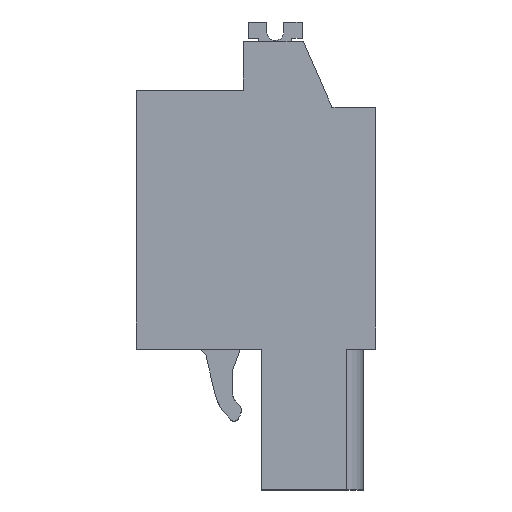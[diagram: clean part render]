
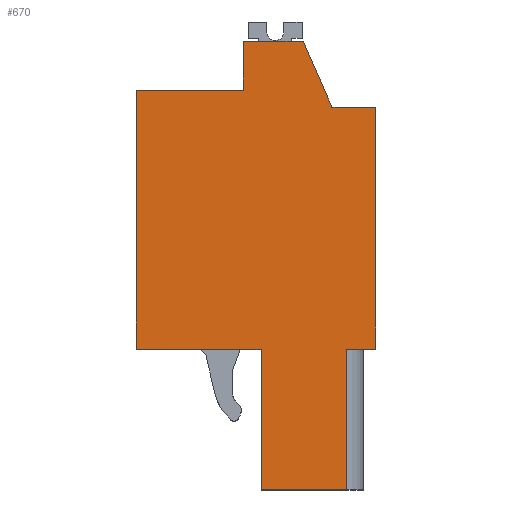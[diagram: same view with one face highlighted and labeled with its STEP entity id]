
A CAD part, left-side view. The second image highlights one B-rep face of the part: STEP entity #670.
In plain terms, the highlighted planar face has unit normal (-1, 0, 0).
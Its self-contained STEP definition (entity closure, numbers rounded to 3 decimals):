
#586=AXIS2_PLACEMENT_3D('Plane Axis2P3D',#583,#584,#585) ;
#42=CARTESIAN_POINT('Vertex',(0.,7.85,26.59)) ;
#45=CARTESIAN_POINT('Line Origine',(0.,6.075,26.59)) ;
#49=CARTESIAN_POINT('Vertex',(0.,4.3,26.59)) ;
#482=CARTESIAN_POINT('Vertex',(0.,7.85,23.69)) ;
#485=CARTESIAN_POINT('Line Origine',(0.,7.85,25.14)) ;
#583=CARTESIAN_POINT('Axis2P3D Location',(0.,6.8,8.35)) ;
#588=CARTESIAN_POINT('Line Origine',(0.,1.725,4.175)) ;
#592=CARTESIAN_POINT('Vertex',(0.,1.725,8.35)) ;
#594=CARTESIAN_POINT('Vertex',(0.,1.725,0.)) ;
#597=CARTESIAN_POINT('Line Origine',(0.,0.862,8.35)) ;
#601=CARTESIAN_POINT('Vertex',(0.,0.,8.35)) ;
#604=CARTESIAN_POINT('Line Origine',(0.,0.,15.52)) ;
#608=CARTESIAN_POINT('Vertex',(0.,0.,22.69)) ;
#611=CARTESIAN_POINT('Line Origine',(0.,1.3,22.69)) ;
#615=CARTESIAN_POINT('Vertex',(0.,2.6,22.69)) ;
#618=CARTESIAN_POINT('Line Origine',(0.,3.45,24.64)) ;
#623=CARTESIAN_POINT('Line Origine',(0.,11.025,23.69)) ;
#627=CARTESIAN_POINT('Vertex',(0.,14.2,23.69)) ;
#630=CARTESIAN_POINT('Line Origine',(0.,14.2,16.02)) ;
#634=CARTESIAN_POINT('Vertex',(0.,14.2,8.35)) ;
#637=CARTESIAN_POINT('Line Origine',(0.,10.485,8.35)) ;
#641=CARTESIAN_POINT('Vertex',(0.,6.771,8.35)) ;
#644=CARTESIAN_POINT('Line Origine',(0.,6.771,4.175)) ;
#648=CARTESIAN_POINT('Vertex',(0.,6.771,0.)) ;
#651=CARTESIAN_POINT('Line Origine',(0.,4.248,0.)) ;
#46=DIRECTION('Vector Direction',(0.,1.,0.)) ;
#486=DIRECTION('Vector Direction',(0.,0.,-1.)) ;
#584=DIRECTION('Axis2P3D Direction',(1.,0.,0.)) ;
#585=DIRECTION('Axis2P3D XDirection',(0.,1.,0.)) ;
#589=DIRECTION('Vector Direction',(0.,0.,-1.)) ;
#598=DIRECTION('Vector Direction',(0.,-1.,0.)) ;
#605=DIRECTION('Vector Direction',(0.,0.,-1.)) ;
#612=DIRECTION('Vector Direction',(0.,1.,0.)) ;
#619=DIRECTION('Vector Direction',(0.,0.4,0.917)) ;
#624=DIRECTION('Vector Direction',(0.,1.,0.)) ;
#631=DIRECTION('Vector Direction',(0.,0.,1.)) ;
#638=DIRECTION('Vector Direction',(0.,1.,0.)) ;
#645=DIRECTION('Vector Direction',(0.,0.,-1.)) ;
#652=DIRECTION('Vector Direction',(0.,1.,0.)) ;
#47=VECTOR('Line Direction',#46,1.) ;
#487=VECTOR('Line Direction',#486,1.) ;
#590=VECTOR('Line Direction',#589,1.) ;
#599=VECTOR('Line Direction',#598,1.) ;
#606=VECTOR('Line Direction',#605,1.) ;
#613=VECTOR('Line Direction',#612,1.) ;
#620=VECTOR('Line Direction',#619,1.) ;
#625=VECTOR('Line Direction',#624,1.) ;
#632=VECTOR('Line Direction',#631,1.) ;
#639=VECTOR('Line Direction',#638,1.) ;
#646=VECTOR('Line Direction',#645,1.) ;
#653=VECTOR('Line Direction',#652,1.) ;
#657=ORIENTED_EDGE('',*,*,#596,.F.) ;
#658=ORIENTED_EDGE('',*,*,#603,.F.) ;
#659=ORIENTED_EDGE('',*,*,#610,.F.) ;
#660=ORIENTED_EDGE('',*,*,#617,.T.) ;
#661=ORIENTED_EDGE('',*,*,#622,.T.) ;
#662=ORIENTED_EDGE('',*,*,#51,.T.) ;
#663=ORIENTED_EDGE('',*,*,#489,.T.) ;
#664=ORIENTED_EDGE('',*,*,#629,.T.) ;
#665=ORIENTED_EDGE('',*,*,#636,.F.) ;
#666=ORIENTED_EDGE('',*,*,#643,.F.) ;
#667=ORIENTED_EDGE('',*,*,#650,.T.) ;
#668=ORIENTED_EDGE('',*,*,#655,.F.) ;
#670=ADVANCED_FACE('HOUSING',(#669),#587,.F.) ;
#51=EDGE_CURVE('',#50,#43,#48,.T.) ;
#489=EDGE_CURVE('',#43,#483,#488,.T.) ;
#596=EDGE_CURVE('',#593,#595,#591,.T.) ;
#603=EDGE_CURVE('',#602,#593,#600,.F.) ;
#610=EDGE_CURVE('',#609,#602,#607,.T.) ;
#617=EDGE_CURVE('',#609,#616,#614,.T.) ;
#622=EDGE_CURVE('',#616,#50,#621,.T.) ;
#629=EDGE_CURVE('',#483,#628,#626,.T.) ;
#636=EDGE_CURVE('',#635,#628,#633,.T.) ;
#643=EDGE_CURVE('',#642,#635,#640,.T.) ;
#650=EDGE_CURVE('',#642,#649,#647,.T.) ;
#655=EDGE_CURVE('',#595,#649,#654,.T.) ;
#656=EDGE_LOOP('',(#657,#658,#659,#660,#661,#662,#663,#664,#665,#666,#667,#668)) ;
#669=FACE_OUTER_BOUND('',#656,.T.) ;
#48=LINE('Line',#45,#47) ;
#488=LINE('Line',#485,#487) ;
#591=LINE('Line',#588,#590) ;
#600=LINE('Line',#597,#599) ;
#607=LINE('Line',#604,#606) ;
#614=LINE('Line',#611,#613) ;
#621=LINE('Line',#618,#620) ;
#626=LINE('Line',#623,#625) ;
#633=LINE('Line',#630,#632) ;
#640=LINE('Line',#637,#639) ;
#647=LINE('Line',#644,#646) ;
#654=LINE('Line',#651,#653) ;
#587=PLANE('',#586) ;
#43=VERTEX_POINT('',#42) ;
#50=VERTEX_POINT('',#49) ;
#483=VERTEX_POINT('',#482) ;
#593=VERTEX_POINT('',#592) ;
#595=VERTEX_POINT('',#594) ;
#602=VERTEX_POINT('',#601) ;
#609=VERTEX_POINT('',#608) ;
#616=VERTEX_POINT('',#615) ;
#628=VERTEX_POINT('',#627) ;
#635=VERTEX_POINT('',#634) ;
#642=VERTEX_POINT('',#641) ;
#649=VERTEX_POINT('',#648) ;
